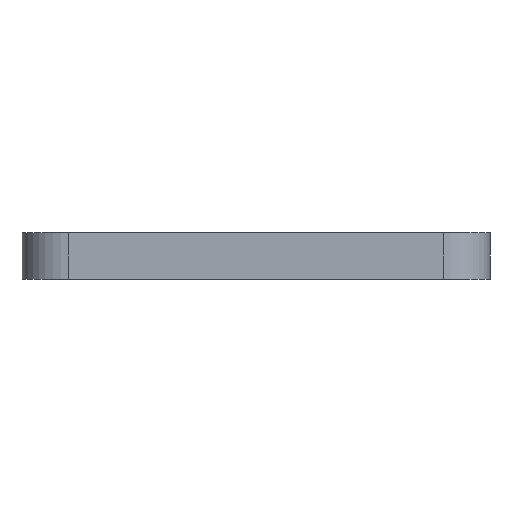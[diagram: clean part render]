
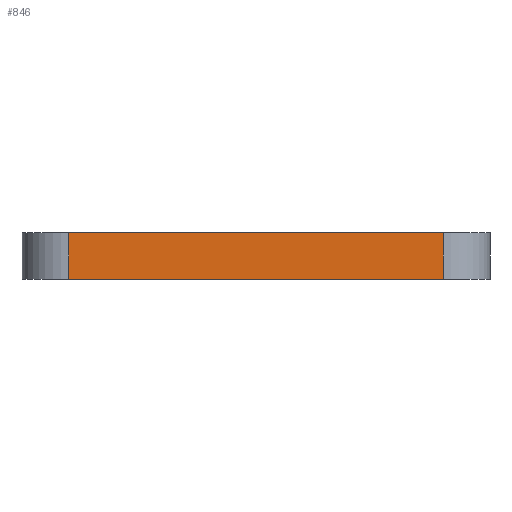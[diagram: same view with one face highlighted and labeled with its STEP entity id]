
A CAD part, left-side view. The second image highlights one B-rep face of the part: STEP entity #846.
In plain terms, the highlighted planar face has unit normal (-1, 0, 0).
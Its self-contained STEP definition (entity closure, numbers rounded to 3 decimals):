
#6=DIRECTION('',(0.,-1.,0.));
#7=VECTOR('',#6,80.);
#8=CARTESIAN_POINT('',(-100.,40.,0.));
#9=LINE('',#8,#7);
#197=DIRECTION('',(0.,0.,1.));
#198=VECTOR('',#197,10.);
#199=CARTESIAN_POINT('',(-100.,-40.,0.));
#200=LINE('',#199,#198);
#201=DIRECTION('',(0.,0.,1.));
#202=VECTOR('',#201,10.);
#203=CARTESIAN_POINT('',(-100.,40.,0.));
#204=LINE('',#203,#202);
#237=DIRECTION('',(0.,-1.,0.));
#238=VECTOR('',#237,80.);
#239=CARTESIAN_POINT('',(-100.,40.,10.));
#240=LINE('',#239,#238);
#490=CARTESIAN_POINT('',(-100.,40.,0.));
#492=VERTEX_POINT('',#490);
#493=CARTESIAN_POINT('',(-100.,-40.,0.));
#494=VERTEX_POINT('',#493);
#522=CARTESIAN_POINT('',(-100.,40.,10.));
#524=VERTEX_POINT('',#522);
#525=CARTESIAN_POINT('',(-100.,-40.,10.));
#526=VERTEX_POINT('',#525);
#834=CARTESIAN_POINT('',(-100.,40.,0.));
#835=DIRECTION('',(-1.,0.,0.));
#836=DIRECTION('',(0.,-1.,0.));
#837=AXIS2_PLACEMENT_3D('',#834,#835,#836);
#838=PLANE('',#837);
#839=ORIENTED_EDGE('',*,*,#640,.F.);
#840=ORIENTED_EDGE('',*,*,#745,.T.);
#842=ORIENTED_EDGE('',*,*,#841,.T.);
#843=ORIENTED_EDGE('',*,*,#826,.F.);
#844=EDGE_LOOP('',(#839,#840,#842,#843));
#845=FACE_OUTER_BOUND('',#844,.F.);
#640=EDGE_CURVE('',#492,#494,#9,.T.);
#745=EDGE_CURVE('',#492,#524,#204,.T.);
#826=EDGE_CURVE('',#494,#526,#200,.T.);
#841=EDGE_CURVE('',#524,#526,#240,.T.);
#846=ADVANCED_FACE('',(#845),#838,.T.);
